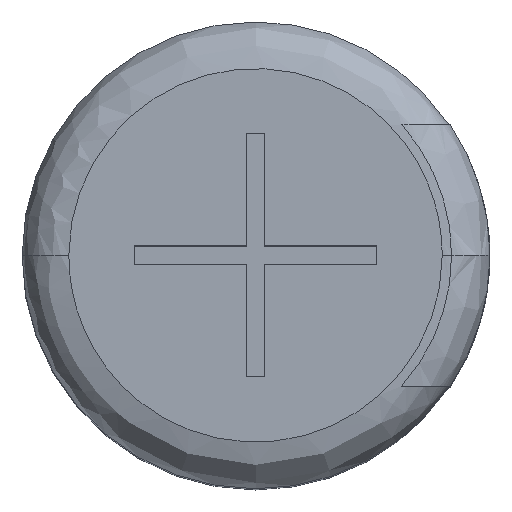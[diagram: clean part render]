
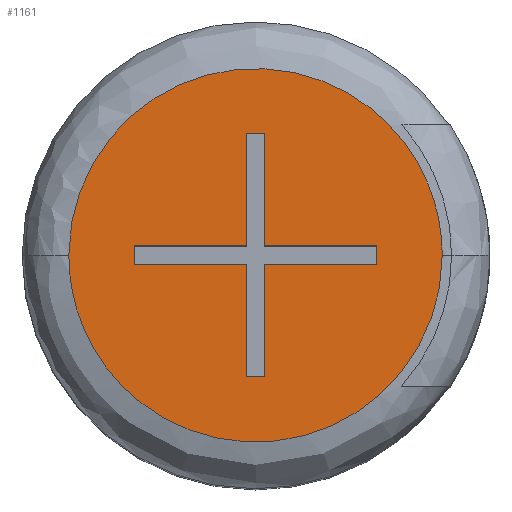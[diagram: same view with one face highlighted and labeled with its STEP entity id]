
A CAD part, top view. The second image highlights one B-rep face of the part: STEP entity #1161.
In plain terms, the highlighted planar face has unit normal (0, 0, 1).
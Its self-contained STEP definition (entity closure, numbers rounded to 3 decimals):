
#34 = VECTOR ( 'NONE', #1723, 1000. ) ;
#65 = VERTEX_POINT ( 'NONE', #1784 ) ;
#67 = CARTESIAN_POINT ( 'NONE',  ( 2., -4., 8.5 ) ) ;
#85 = DIRECTION ( 'NONE',  ( 1., 0., 0. ) ) ;
#123 = VERTEX_POINT ( 'NONE', #715 ) ;
#148 = ORIENTED_EDGE ( 'NONE', *, *, #2177, .F. ) ;
#205 = ORIENTED_EDGE ( 'NONE', *, *, #819, .F. ) ;
#217 = CARTESIAN_POINT ( 'NONE',  ( -0.1, 0.1, 8.5 ) ) ;
#280 = CARTESIAN_POINT ( 'NONE',  ( 0., -1.3, 8.5 ) ) ;
#330 = LINE ( 'NONE', #878, #2014 ) ;
#442 = DIRECTION ( 'NONE',  ( 1., 0., 0. ) ) ;
#526 = LINE ( 'NONE', #1069, #1248 ) ;
#715 = CARTESIAN_POINT ( 'NONE',  ( -1.3, 0.1, 8.5 ) ) ;
#734 = DIRECTION ( 'NONE',  ( 0., -1., 0. ) ) ;
#740 = DIRECTION ( 'NONE',  ( 0., 1., 0. ) ) ;
#744 = LINE ( 'NONE', #2678, #1360 ) ;
#753 = FACE_BOUND ( 'NONE', #1307, .T. ) ;
#819 = EDGE_CURVE ( 'NONE', #1127, #3099, #3150, .T. ) ;
#856 = ORIENTED_EDGE ( 'NONE', *, *, #3671, .F. ) ;
#858 = VERTEX_POINT ( 'NONE', #2496 ) ;
#878 = CARTESIAN_POINT ( 'NONE',  ( 1.3, 0., 8.5 ) ) ;
#888 = EDGE_CURVE ( 'NONE', #1271, #1720, #1054, .T. ) ;
#943 = DIRECTION ( 'NONE',  ( -1., 0., 0. ) ) ;
#1049 = CARTESIAN_POINT ( 'NONE',  ( 0., 0., 8.5 ) ) ;
#1054 = LINE ( 'NONE', #1295, #3010 ) ;
#1069 = CARTESIAN_POINT ( 'NONE',  ( -1.3, 0., 8.5 ) ) ;
#1081 = DIRECTION ( 'NONE',  ( -1., 0., 0. ) ) ;
#1104 = CARTESIAN_POINT ( 'NONE',  ( 0., 1.3, 8.5 ) ) ;
#1114 = LINE ( 'NONE', #2813, #3485 ) ;
#1127 = VERTEX_POINT ( 'NONE', #1554 ) ;
#1145 = CARTESIAN_POINT ( 'NONE',  ( 2., 4., 8.5 ) ) ;
#1161 = ADVANCED_FACE ( 'NONE', ( #753, #3218 ), #1880, .F. ) ;
#1177 = LINE ( 'NONE', #1451, #1354 ) ;
#1181 = VECTOR ( 'NONE', #734, 1000. ) ;
#1248 = VECTOR ( 'NONE', #3101, 1000. ) ;
#1271 = VERTEX_POINT ( 'NONE', #1628 ) ;
#1295 = CARTESIAN_POINT ( 'NONE',  ( 0.1, 0., 8.5 ) ) ;
#1307 = EDGE_LOOP ( 'NONE', ( #856, #1806, #2801, #3668, #2244, #3166, #1808, #2292, #148, #2749, #3306, #1561 ) ) ;
#1354 = VECTOR ( 'NONE', #85, 1000. ) ;
#1360 = VECTOR ( 'NONE', #2418, 1000. ) ;
#1374 = EDGE_CURVE ( 'NONE', #1767, #1481, #3546, .T. ) ;
#1386 = EDGE_CURVE ( 'NONE', #858, #3418, #2915, .T. ) ;
#1390 = CARTESIAN_POINT ( 'NONE',  ( -0.1, 1.3, 8.5 ) ) ;
#1451 = CARTESIAN_POINT ( 'NONE',  ( 0., -0.1, 8.5 ) ) ;
#1481 = VERTEX_POINT ( 'NONE', #1644 ) ;
#1518 = CARTESIAN_POINT ( 'NONE',  ( 0.1, 0., 8.5 ) ) ;
#1554 = CARTESIAN_POINT ( 'NONE',  ( 2., 0., 8.5 ) ) ;
#1561 = ORIENTED_EDGE ( 'NONE', *, *, #2287, .F. ) ;
#1566 = CARTESIAN_POINT ( 'NONE',  ( -0.1, 0., 8.5 ) ) ;
#1628 = CARTESIAN_POINT ( 'NONE',  ( 0.1, 0.1, 8.5 ) ) ;
#1644 = CARTESIAN_POINT ( 'NONE',  ( -0.1, -1.3, 8.5 ) ) ;
#1647 = LINE ( 'NONE', #1104, #3596 ) ;
#1720 = VERTEX_POINT ( 'NONE', #2796 ) ;
#1723 = DIRECTION ( 'NONE',  ( 1., 0., 0. ) ) ;
#1726 = VERTEX_POINT ( 'NONE', #1390 ) ;
#1767 = VERTEX_POINT ( 'NONE', #3161 ) ;
#1768 = CARTESIAN_POINT ( 'NONE',  ( 0., 0.1, 8.5 ) ) ;
#1784 = CARTESIAN_POINT ( 'NONE',  ( 1.3, 0.1, 8.5 ) ) ;
#1806 = ORIENTED_EDGE ( 'NONE', *, *, #1386, .F. ) ;
#1808 = ORIENTED_EDGE ( 'NONE', *, *, #1841, .F. ) ;
#1834 = CARTESIAN_POINT ( 'NONE',  ( -2., -4., 8.5 ) ) ;
#1841 = EDGE_CURVE ( 'NONE', #3581, #123, #3183, .T. ) ;
#1880 = PLANE ( 'NONE',  #2003 ) ;
#1964 = EDGE_LOOP ( 'NONE', ( #205, #3435 ) ) ;
#2003 = AXIS2_PLACEMENT_3D ( 'NONE', #1049, #3632, #2515 ) ;
#2006 = VECTOR ( 'NONE', #3233, 1000. ) ;
#2014 = VECTOR ( 'NONE', #2550, 1000. ) ;
#2025 = EDGE_CURVE ( 'NONE', #3628, #1767, #1177, .T. ) ;
#2146 = CARTESIAN_POINT ( 'NONE',  ( -2., 0., 8.5 ) ) ;
#2177 = EDGE_CURVE ( 'NONE', #1720, #1726, #1647, .T. ) ;
#2212 = DIRECTION ( 'NONE',  ( -1., 0., 0. ) ) ;
#2237 = CARTESIAN_POINT ( 'NONE',  ( -2., 0., 8.5 ) ) ;
#2244 = ORIENTED_EDGE ( 'NONE', *, *, #2025, .F. ) ;
#2248 = EDGE_CURVE ( 'NONE', #123, #3628, #526, .T. ) ;
#2286 = CARTESIAN_POINT ( 'NONE',  ( 0.1, -0.1, 8.5 ) ) ;
#2287 = EDGE_CURVE ( 'NONE', #3505, #65, #330, .T. ) ;
#2291 = EDGE_CURVE ( 'NONE', #1481, #858, #3399, .T. ) ;
#2292 = ORIENTED_EDGE ( 'NONE', *, *, #2419, .F. ) ;
#2322 = CARTESIAN_POINT ( 'NONE',  ( 1.3, -0.1, 8.5 ) ) ;
#2418 = DIRECTION ( 'NONE',  ( 0., -1., 0. ) ) ;
#2419 = EDGE_CURVE ( 'NONE', #1726, #3581, #744, .T. ) ;
#2485 = CARTESIAN_POINT ( 'NONE',  ( -1.3, -0.1, 8.5 ) ) ;
#2491 = EDGE_CURVE ( 'NONE', #3099, #1127, #3527, .T. ) ;
#2496 = CARTESIAN_POINT ( 'NONE',  ( 0.1, -1.3, 8.5 ) ) ;
#2515 = DIRECTION ( 'NONE',  ( 0., 1., 0. ) ) ;
#2550 = DIRECTION ( 'NONE',  ( 0., 1., 0. ) ) ;
#2677 = LINE ( 'NONE', #3536, #3440 ) ;
#2678 = CARTESIAN_POINT ( 'NONE',  ( -0.1, 0., 8.5 ) ) ;
#2729 = CARTESIAN_POINT ( 'NONE',  ( -2., 0., 8.5 ) ) ;
#2749 = ORIENTED_EDGE ( 'NONE', *, *, #888, .F. ) ;
#2796 = CARTESIAN_POINT ( 'NONE',  ( 0.1, 1.3, 8.5 ) ) ;
#2801 = ORIENTED_EDGE ( 'NONE', *, *, #2291, .F. ) ;
#2807 = CARTESIAN_POINT ( 'NONE',  ( 2., 0., 8.5 ) ) ;
#2813 = CARTESIAN_POINT ( 'NONE',  ( 0., 0.1, 8.5 ) ) ;
#2814 = EDGE_CURVE ( 'NONE', #65, #1271, #1114, .T. ) ;
#2915 = LINE ( 'NONE', #1518, #2006 ) ;
#2956 = VECTOR ( 'NONE', #943, 1000. ) ;
#2989 = CARTESIAN_POINT ( 'NONE',  ( 2., 0., 8.5 ) ) ;
#3010 = VECTOR ( 'NONE', #740, 1000. ) ;
#3099 = VERTEX_POINT ( 'NONE', #2146 ) ;
#3101 = DIRECTION ( 'NONE',  ( 0., -1., 0. ) ) ;
#3150 =( BOUNDED_CURVE ( )  B_SPLINE_CURVE ( 3, ( #2989, #67, #1834, #2729 ),
 .UNSPECIFIED., .F., .T. ) 
 B_SPLINE_CURVE_WITH_KNOTS ( ( 4, 4 ),
 ( 0., 0.5 ),
 .UNSPECIFIED. ) 
 CURVE ( )  GEOMETRIC_REPRESENTATION_ITEM ( )  RATIONAL_B_SPLINE_CURVE ( ( 1., 0.333, 0.333, 1. ) ) 
 REPRESENTATION_ITEM ( '' )  );
#3161 = CARTESIAN_POINT ( 'NONE',  ( -0.1, -0.1, 8.5 ) ) ;
#3166 = ORIENTED_EDGE ( 'NONE', *, *, #2248, .F. ) ;
#3183 = LINE ( 'NONE', #1768, #2956 ) ;
#3218 = FACE_OUTER_BOUND ( 'NONE', #1964, .T. ) ;
#3233 = DIRECTION ( 'NONE',  ( 0., 1., 0. ) ) ;
#3306 = ORIENTED_EDGE ( 'NONE', *, *, #2814, .F. ) ;
#3399 = LINE ( 'NONE', #280, #34 ) ;
#3406 = CARTESIAN_POINT ( 'NONE',  ( -2., 4., 8.5 ) ) ;
#3418 = VERTEX_POINT ( 'NONE', #2286 ) ;
#3435 = ORIENTED_EDGE ( 'NONE', *, *, #2491, .F. ) ;
#3440 = VECTOR ( 'NONE', #442, 1000. ) ;
#3485 = VECTOR ( 'NONE', #1081, 1000. ) ;
#3505 = VERTEX_POINT ( 'NONE', #2322 ) ;
#3527 =( BOUNDED_CURVE ( )  B_SPLINE_CURVE ( 3, ( #2237, #3406, #1145, #2807 ),
 .UNSPECIFIED., .F., .T. ) 
 B_SPLINE_CURVE_WITH_KNOTS ( ( 4, 4 ),
 ( 0.5, 1. ),
 .UNSPECIFIED. ) 
 CURVE ( )  GEOMETRIC_REPRESENTATION_ITEM ( )  RATIONAL_B_SPLINE_CURVE ( ( 1., 0.333, 0.333, 1. ) ) 
 REPRESENTATION_ITEM ( '' )  );
#3536 = CARTESIAN_POINT ( 'NONE',  ( 0., -0.1, 8.5 ) ) ;
#3546 = LINE ( 'NONE', #1566, #1181 ) ;
#3581 = VERTEX_POINT ( 'NONE', #217 ) ;
#3596 = VECTOR ( 'NONE', #2212, 1000. ) ;
#3628 = VERTEX_POINT ( 'NONE', #2485 ) ;
#3632 = DIRECTION ( 'NONE',  ( 0., 0., -1. ) ) ;
#3668 = ORIENTED_EDGE ( 'NONE', *, *, #1374, .F. ) ;
#3671 = EDGE_CURVE ( 'NONE', #3418, #3505, #2677, .T. ) ;
